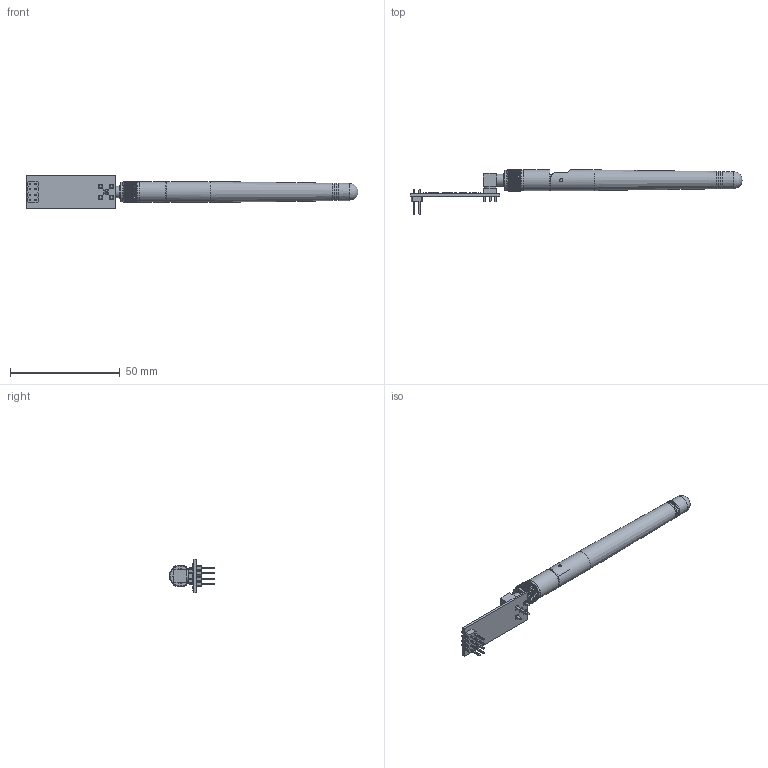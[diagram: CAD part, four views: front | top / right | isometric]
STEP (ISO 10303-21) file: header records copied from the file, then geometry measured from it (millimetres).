
FILE_DESCRIPTION(/* description */ (''),/* implementation_level */ '2;1');
FILE_NAME(/* name */ 'nrf24.stp',/* time_stamp */ '2020-04-26T09:32:47+07:00',/* author */ ('Trung'),/* organization */ (''),/* preprocessor_version */ 'ST-DEVELOPER v16.13',/* originating_system */ 'Autodesk Inventor 2018',/* authorisation */ '');
FILE_SCHEMA (('AUTOMOTIVE_DESIGN { 1 0 10303 214 3 1 1 }'));
Products named in the file (1): Part1
Bounding box: 151.37 x 20.74 x 15.5 mm (x, y, z)
Volume: 7848.4 mm3; surface area: 5985.6 mm2
Topology: 3 solids, 3 shells, 1409 faces, 3599 edges, 2346 vertices
Faces by surface type: plane 1048, bspline 217, cylinder 124, cone 8, torus 7, sphere 5
Full cylindrical faces by diameter (mm): 0.9 x2, 1.1 x1, 1.5 x4, 4.5 x2, 4.7 x2, 5.24 x1, 5.3 x2, 5.8 x1, 6 x1, 6.6 x1, 7.6 x2, 9 x1, 9.3 x1, 9.5 x2
Entity records: 55021 total; most frequent: CARTESIAN_POINT 21024, ORIENTED_EDGE 7118, DIRECTION 5738, EDGE_CURVE 3559, LINE 2750, VECTOR 2750, VERTEX_POINT 2339, EDGE_LOOP 1640
